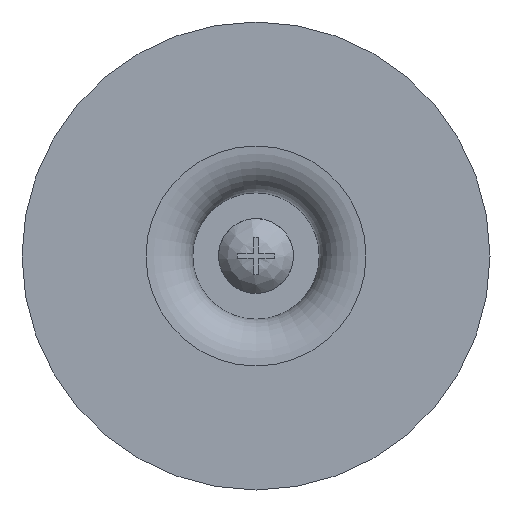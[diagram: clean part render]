
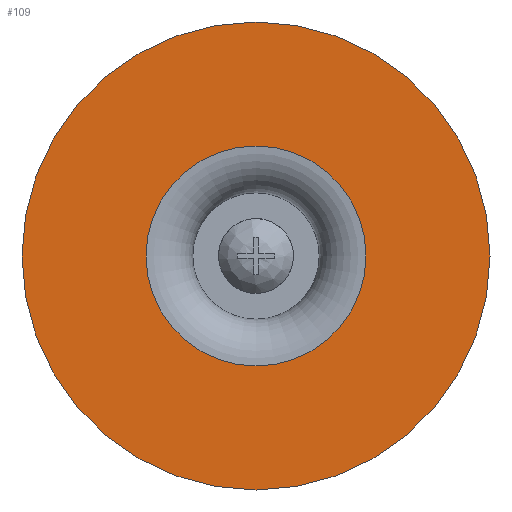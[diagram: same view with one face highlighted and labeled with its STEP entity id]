
A CAD part, front view. The second image highlights one B-rep face of the part: STEP entity #109.
In plain terms, the highlighted planar face has unit normal (0, -1, 0).
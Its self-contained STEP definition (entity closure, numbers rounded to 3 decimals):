
#109 = ADVANCED_FACE( '', ( #241, #242 ), #243, .F. );
#241 = FACE_BOUND( '', #396, .T. );
#242 = FACE_OUTER_BOUND( '', #397, .T. );
#243 = PLANE( '', #398 );
#396 = EDGE_LOOP( '', ( #675 ) );
#397 = EDGE_LOOP( '', ( #676 ) );
#398 = AXIS2_PLACEMENT_3D( '', #677, #678, #679 );
#675 = ORIENTED_EDGE( '', *, *, #921, .F. );
#676 = ORIENTED_EDGE( '', *, *, #955, .T. );
#677 = CARTESIAN_POINT( '', ( 25., 0., 0. ) );
#678 = DIRECTION( '', ( 0., 1., 0. ) );
#679 = DIRECTION( '', ( 0., 0., 1. ) );
#921 = EDGE_CURVE( '', #1089, #1089, #1090, .T. );
#955 = EDGE_CURVE( '', #1142, #1142, #1143, .T. );
#1089 = VERTEX_POINT( '', #1365 );
#1090 = CIRCLE( '', #1366, 11.75 );
#1142 = VERTEX_POINT( '', #1465 );
#1143 = CIRCLE( '', #1466, 25. );
#1365 = CARTESIAN_POINT( '', ( 0., 0., -11.75 ) );
#1366 = AXIS2_PLACEMENT_3D( '', #1622, #1623, #1624 );
#1465 = CARTESIAN_POINT( '', ( 0., 0., -25. ) );
#1466 = AXIS2_PLACEMENT_3D( '', #1652, #1653, #1654 );
#1622 = CARTESIAN_POINT( '', ( 0., 0., 0. ) );
#1623 = DIRECTION( '', ( 0., -1., 0. ) );
#1624 = DIRECTION( '', ( 0., 0., -1. ) );
#1652 = CARTESIAN_POINT( '', ( 0., 0., 0. ) );
#1653 = DIRECTION( '', ( 0., -1., 0. ) );
#1654 = DIRECTION( '', ( 0., 0., -1. ) );
